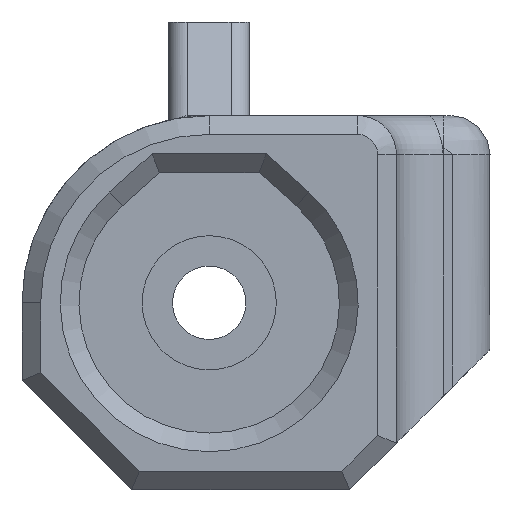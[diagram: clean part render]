
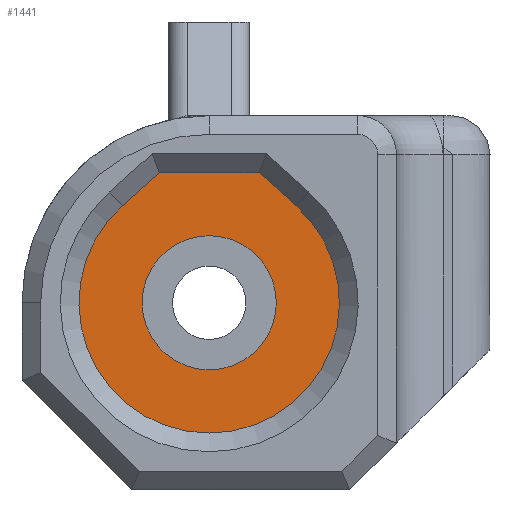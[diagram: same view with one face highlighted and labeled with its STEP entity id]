
A CAD part, left-side view. The second image highlights one B-rep face of the part: STEP entity #1441.
In plain terms, the highlighted planar face has unit normal (-1, 0, 0).
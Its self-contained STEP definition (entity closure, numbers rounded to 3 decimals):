
#26=FACE_BOUND('',#517,.T.);
#46=PLANE('',#1559);
#142=LINE('',#2391,#280);
#143=LINE('',#2393,#281);
#144=LINE('',#2396,#282);
#280=VECTOR('',#1776,10.);
#281=VECTOR('',#1777,10.);
#282=VECTOR('',#1780,10.);
#426=FACE_OUTER_BOUND('',#516,.T.);
#516=EDGE_LOOP('',(#1107,#1108,#1109,#1110));
#517=EDGE_LOOP('',(#1111));
#620=CIRCLE('',#1560,4.175);
#621=CIRCLE('',#1561,2.15);
#692=VERTEX_POINT('',#2389);
#693=VERTEX_POINT('',#2390);
#694=VERTEX_POINT('',#2392);
#695=VERTEX_POINT('',#2394);
#696=VERTEX_POINT('',#2397);
#843=EDGE_CURVE('',#692,#693,#142,.T.);
#844=EDGE_CURVE('',#694,#692,#143,.T.);
#845=EDGE_CURVE('',#695,#694,#620,.T.);
#846=EDGE_CURVE('',#693,#695,#144,.T.);
#847=EDGE_CURVE('',#696,#696,#621,.T.);
#1107=ORIENTED_EDGE('',*,*,#843,.F.);
#1108=ORIENTED_EDGE('',*,*,#844,.F.);
#1109=ORIENTED_EDGE('',*,*,#845,.F.);
#1110=ORIENTED_EDGE('',*,*,#846,.F.);
#1111=ORIENTED_EDGE('',*,*,#847,.T.);
#1441=ADVANCED_FACE('',(#426,#26),#46,.T.);
#1559=AXIS2_PLACEMENT_3D('',#2388,#1774,#1775);
#1560=AXIS2_PLACEMENT_3D('',#2395,#1778,#1779);
#1561=AXIS2_PLACEMENT_3D('',#2398,#1781,#1782);
#1774=DIRECTION('center_axis',(-1.,0.,0.));
#1775=DIRECTION('ref_axis',(0.,-1.,0.));
#1776=DIRECTION('',(0.,-1.,0.));
#1777=DIRECTION('',(0.,-0.744,0.668));
#1778=DIRECTION('center_axis',(1.,0.,0.));
#1779=DIRECTION('ref_axis',(0.,0.668,0.744));
#1780=DIRECTION('',(0.,-0.744,-0.668));
#1781=DIRECTION('center_axis',(1.,0.,0.));
#1782=DIRECTION('ref_axis',(0.,-1.,0.));
#2388=CARTESIAN_POINT('Origin',(7.1,115.9,-2.85));
#2389=CARTESIAN_POINT('',(7.1,117.5,1.325));
#2390=CARTESIAN_POINT('',(7.1,114.3,1.325));
#2391=CARTESIAN_POINT('',(7.1,115.9,1.325));
#2392=CARTESIAN_POINT('',(7.1,118.69,0.256));
#2393=CARTESIAN_POINT('',(7.1,117.5,1.325));
#2394=CARTESIAN_POINT('',(7.1,113.11,0.256));
#2395=CARTESIAN_POINT('Origin',(7.1,115.9,-2.85));
#2396=CARTESIAN_POINT('',(7.1,114.3,1.325));
#2397=CARTESIAN_POINT('',(7.1,118.05,-2.85));
#2398=CARTESIAN_POINT('Origin',(7.1,115.9,-2.85));
